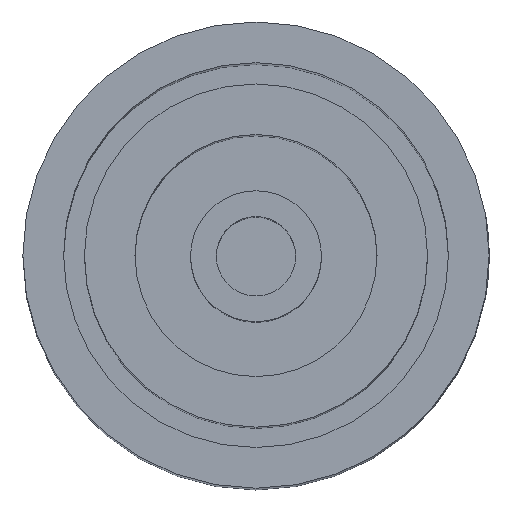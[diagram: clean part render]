
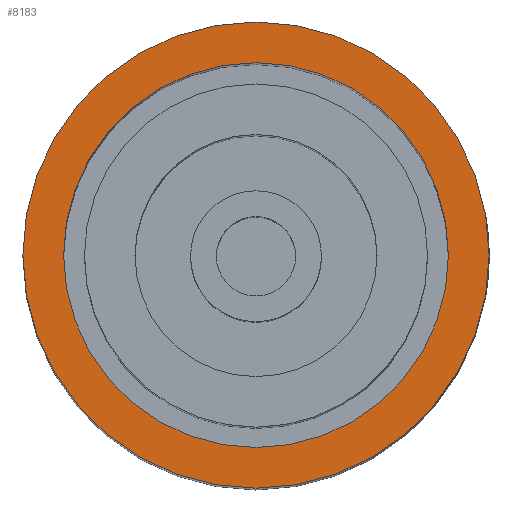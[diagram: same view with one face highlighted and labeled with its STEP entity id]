
A CAD part, top view. The second image highlights one B-rep face of the part: STEP entity #8183.
In plain terms, the highlighted planar face has unit normal (0, 0, 1).
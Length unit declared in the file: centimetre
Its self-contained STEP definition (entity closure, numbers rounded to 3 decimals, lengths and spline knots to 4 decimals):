
#191=CIRCLE('',#467,0.2985);
#193=CIRCLE('',#470,0.2464);
#467=AXIS2_PLACEMENT_3D('',#13164,#2566,#2567);
#470=AXIS2_PLACEMENT_3D('',#13169,#2572,#2573);
#471=AXIS2_PLACEMENT_3D('',#13171,#2574,$);
#631=PLANE('',#471);
#2566=DIRECTION('',(0.,0.,-1.));
#2567=DIRECTION('',(0.298,0.,0.));
#2572=DIRECTION('',(0.,0.,1.));
#2573=DIRECTION('',(0.246,0.,0.));
#2574=DIRECTION('',(0.,0.,1.));
#3289=VERTEX_POINT('',#13165);
#3291=VERTEX_POINT('',#13170);
#4769=EDGE_CURVE('',#3289,#3289,#191,.T.);
#4771=EDGE_CURVE('',#3291,#3291,#193,.T.);
#6860=ORIENTED_EDGE('',*,*,#4771,.F.);
#6861=ORIENTED_EDGE('',*,*,#4769,.F.);
#7319=EDGE_LOOP('',(#6860));
#7320=EDGE_LOOP('',(#6861));
#7778=FACE_BOUND('',#7319,.T.);
#7779=FACE_BOUND('',#7320,.T.);
#8183=ADVANCED_FACE('',(#7778,#7779),#631,.T.);
#13164=CARTESIAN_POINT('',(0.,0.,1.3208));
#13165=CARTESIAN_POINT('',(0.2985,0.,1.3208));
#13169=CARTESIAN_POINT('',(0.,0.,1.3208));
#13170=CARTESIAN_POINT('',(0.2464,0.,1.3208));
#13171=CARTESIAN_POINT('',(0.,0.,1.3208));
